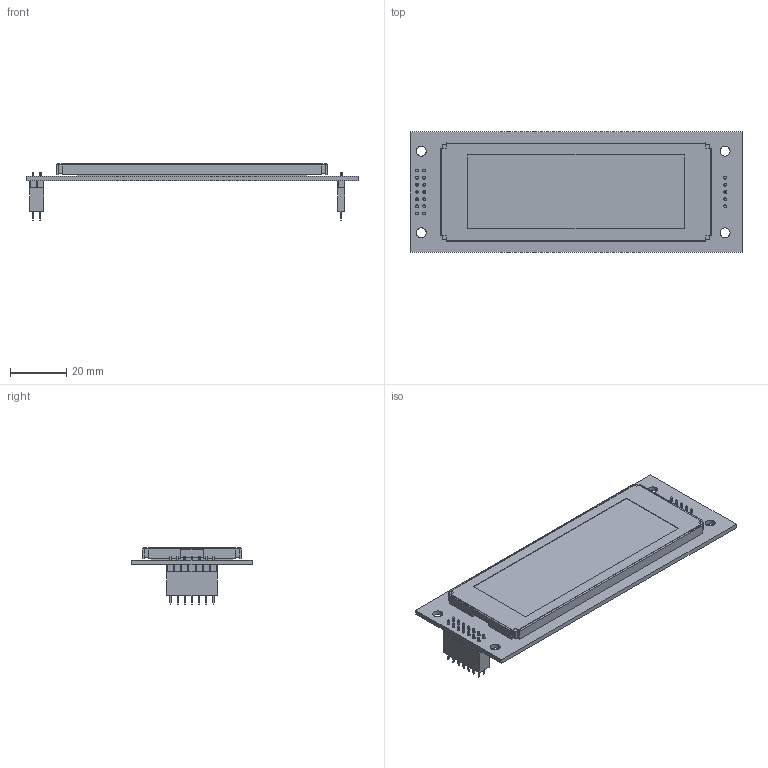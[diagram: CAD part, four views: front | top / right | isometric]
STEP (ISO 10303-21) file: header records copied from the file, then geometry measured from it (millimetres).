
FILE_DESCRIPTION(('Open CASCADE Model'),'2;1');
FILE_NAME('Open CASCADE Shape Model','2024-09-27T14:41:32',('Author'),( 'Open CASCADE'),'Open CASCADE STEP processor 7.7','Open CASCADE 7.7' ,'Unknown');
FILE_SCHEMA(('AUTOMOTIVE_DESIGN { 1 0 10303 214 1 1 1 1 }'));
Length unit declared in the file: millimetre
Products named in the file (115): 26adecba-7c93-11ef-9c04-010101010000; 26adc5a7-7c93-11ef-8906-010101010000; 26adc5a8-7c93-11ef-afe9-010101010000; 26adc5a8-7c93-11ef-afe9-010101010000_part; 26adc5a9-7c93-11ef-a801-010101010000; 26adc5a9-7c93-11ef-a801-010101010000_part; 26adc5aa-7c93-11ef-9580-010101010000; 26adc5aa-7c93-11ef-9580-010101010000_part; 26adc5ab-7c93-11ef-85b0-010101010000; 26adc5ab-7c93-11ef-85b0-010101010000_part; 269dadeb-7c93-11ef-8b12-010101010000; pin_main_00; 269dade9-7c93-11ef-bf7b-010101010000; 269dade9-7c93-11ef-bf7b-010101010000_part; 269dadea-7c93-11ef-a5ac-010101010000; 269dadea-7c93-11ef-a5ac-010101010000_part; pin_main_01; pin_main_02; pin_main_03; pin_main_04; pin_main_05; pin_main_06; pin_main_10; pin_main_11; pin_main_12; pin_main_13; pin_main_14; pin_main_15; pin_main_16; 26a0ac91-7c93-11ef-b6e3-010101010000; 26a0ac92-7c93-11ef-86b3-010101010000; 26a0ac92-7c93-11ef-86b3-010101010000_part; pinsocket_pin_00; pinsocket_pin_00_part; pinsocket_pin_01; pinsocket_pin_01_part; pinsocket_pin_02; pinsocket_pin_02_part; pinsocket_pin_03; pinsocket_pin_03_part ...
Assembly tree (150 placements, depth 6):
  26adecba-7c93-11ef-9c04-010101010000
    26adc5a7-7c93-11ef-8906-010101010000
      26adc5a8-7c93-11ef-afe9-010101010000
        26adc5a8-7c93-11ef-afe9-010101010000_part
      26adc5a9-7c93-11ef-a801-010101010000
        26adc5a9-7c93-11ef-a801-010101010000_part
      26adc5aa-7c93-11ef-9580-010101010000
        26adc5aa-7c93-11ef-9580-010101010000_part
      26adc5ab-7c93-11ef-85b0-010101010000
        26adc5ab-7c93-11ef-85b0-010101010000_part
      269dadeb-7c93-11ef-8b12-010101010000
        pin_main_00
          269dade9-7c93-11ef-bf7b-010101010000
            269dade9-7c93-11ef-bf7b-010101010000_part
          269dadea-7c93-11ef-a5ac-010101010000
            269dadea-7c93-11ef-a5ac-010101010000_part
        pin_main_01
          269dade9-7c93-11ef-bf7b-010101010000
            269dade9-7c93-11ef-bf7b-010101010000_part
          269dadea-7c93-11ef-a5ac-010101010000
            269dadea-7c93-11ef-a5ac-010101010000_part
        pin_main_02
          269dade9-7c93-11ef-bf7b-010101010000
            269dade9-7c93-11ef-bf7b-010101010000_part
          269dadea-7c93-11ef-a5ac-010101010000
            269dadea-7c93-11ef-a5ac-010101010000_part
        pin_main_03
          269dade9-7c93-11ef-bf7b-010101010000
            269dade9-7c93-11ef-bf7b-010101010000_part
          269dadea-7c93-11ef-a5ac-010101010000
            269dadea-7c93-11ef-a5ac-010101010000_part
        pin_main_04
          269dade9-7c93-11ef-bf7b-010101010000
            269dade9-7c93-11ef-bf7b-010101010000_part
          269dadea-7c93-11ef-a5ac-010101010000
            269dadea-7c93-11ef-a5ac-010101010000_part
        pin_main_05
          269dade9-7c93-11ef-bf7b-010101010000
            269dade9-7c93-11ef-bf7b-010101010000_part
          269dadea-7c93-11ef-a5ac-010101010000
            269dadea-7c93-11ef-a5ac-010101010000_part
        pin_main_06
          269dade9-7c93-11ef-bf7b-010101010000
            269dade9-7c93-11ef-bf7b-010101010000_part
          269dadea-7c93-11ef-a5ac-010101010000
            269dadea-7c93-11ef-a5ac-010101010000_part
        pin_main_10
          269dade9-7c93-11ef-bf7b-010101010000
            269dade9-7c93-11ef-bf7b-010101010000_part
          269dadea-7c93-11ef-a5ac-010101010000
            269dadea-7c93-11ef-a5ac-010101010000_part
        pin_main_11
          269dade9-7c93-11ef-bf7b-010101010000
            269dade9-7c93-11ef-bf7b-010101010000_part
          269dadea-7c93-11ef-a5ac-010101010000
            269dadea-7c93-11ef-a5ac-010101010000_part
        pin_main_12
          269dade9-7c93-11ef-bf7b-010101010000
            269dade9-7c93-11ef-bf7b-010101010000_part
          269dadea-7c93-11ef-a5ac-010101010000
Bounding box: 118 x 43 x 19.94 mm (x, y, z)
Volume: 22664 mm3; surface area: 29703.4 mm2
Topology: 63 solids, 63 shells, 623 faces, 1491 edges, 994 vertices
Faces by surface type: plane 596, cylinder 27
Full cylindrical faces by diameter (mm): 1 x19, 3.5 x4
Entity records: 18293 total; most frequent: CARTESIAN_POINT 3097, DIRECTION 2609, LINE 1665, VECTOR 1665, ORIENTED_EDGE 1254, PCURVE 1254, DEFINITIONAL_REPRESENTATION 1254, EDGE_CURVE 627
